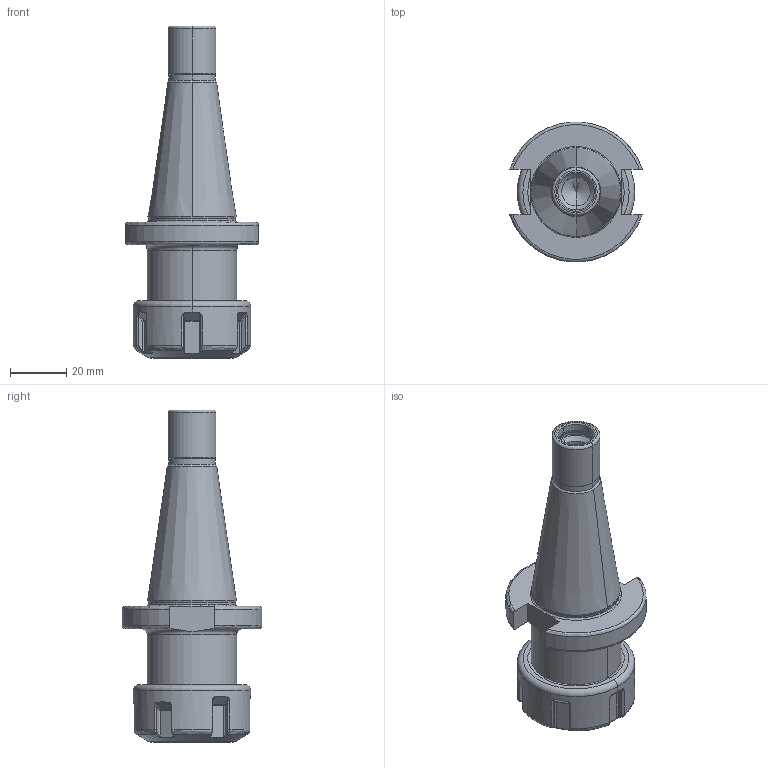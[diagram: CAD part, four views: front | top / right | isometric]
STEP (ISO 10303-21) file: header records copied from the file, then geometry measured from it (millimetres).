
FILE_DESCRIPTION((''),'2;1');
FILE_NAME('301_02_16','2020-08-28T',('103090'),(''),'CREO PARAMETRIC BY PTC INC, 2016260','CREO PARAMETRIC BY PTC INC, 2016260','');
FILE_SCHEMA(('CONFIG_CONTROL_DESIGN'));
Length unit declared in the file: millimetre
Products named in the file (1): 301_02_16
Bounding box: 47.34 x 49.83 x 118.4 mm (x, y, z)
Volume: 64684.1 mm3; surface area: 19453.1 mm2
Topology: 1 solids, 1 shells, 248 faces, 592 edges, 349 vertices
Faces by surface type: bspline 60, cylinder 58, plane 54, torus 42, cone 22, sphere 12
Entity records: 9844 total; most frequent: CARTESIAN_POINT 4500, ORIENTED_EDGE 1180, DIRECTION 988, EDGE_CURVE 590, AXIS2_PLACEMENT_3D 385, VERTEX_POINT 349, EDGE_LOOP 253, FACE_OUTER_BOUND 248
